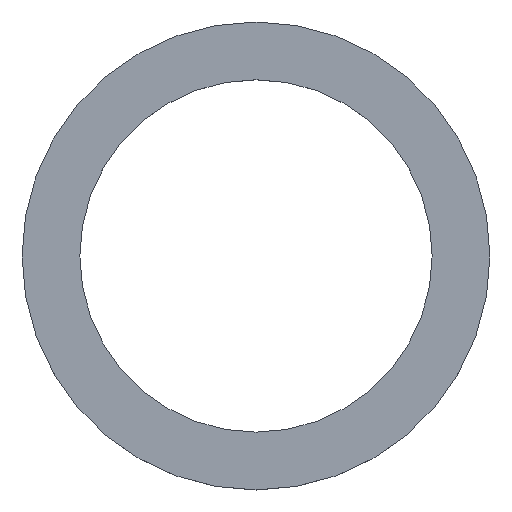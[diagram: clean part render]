
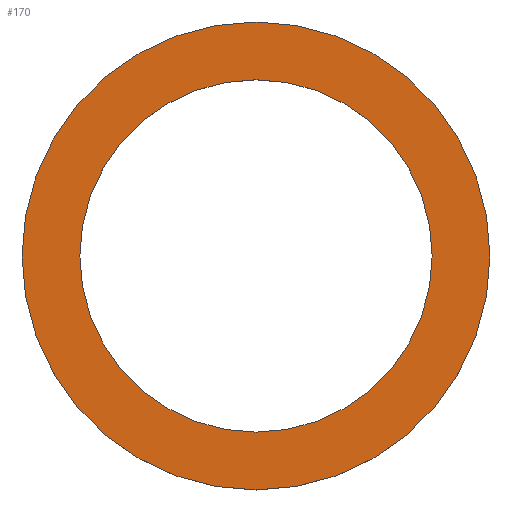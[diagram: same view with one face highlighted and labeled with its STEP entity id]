
A CAD part, top view. The second image highlights one B-rep face of the part: STEP entity #170.
In plain terms, the highlighted face is planar.
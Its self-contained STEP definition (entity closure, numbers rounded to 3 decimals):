
#12 = VERTEX_POINT ( 'NONE', #320 ) ;
#36 = CARTESIAN_POINT ( 'NONE',  ( 0., 50., 0. ) ) ;
#37 = CARTESIAN_POINT ( 'NONE',  ( 0., 50., -425. ) ) ;
#50 = EDGE_CURVE ( 'NONE', #206, #145, #362, .T. ) ;
#70 = DIRECTION ( 'NONE',  ( 0., 0., 1. ) ) ;
#79 = ORIENTED_EDGE ( 'NONE', *, *, #243, .F. ) ;
#85 = AXIS2_PLACEMENT_3D ( 'NONE', #210, #347, #174 ) ;
#91 = FACE_BOUND ( 'NONE', #185, .T. ) ;
#114 = AXIS2_PLACEMENT_3D ( 'NONE', #147, #251, #256 ) ;
#117 = DIRECTION ( 'NONE',  ( 0., 0., 1. ) ) ;
#123 = PLANE ( 'NONE',  #114 ) ;
#124 = EDGE_LOOP ( 'NONE', ( #346, #262 ) ) ;
#126 = EDGE_CURVE ( 'NONE', #153, #12, #246, .T. ) ;
#145 = VERTEX_POINT ( 'NONE', #37 ) ;
#147 = CARTESIAN_POINT ( 'NONE',  ( 0., 50., 0. ) ) ;
#150 = CARTESIAN_POINT ( 'NONE',  ( 0., 50., 425. ) ) ;
#153 = VERTEX_POINT ( 'NONE', #340 ) ;
#170 = ADVANCED_FACE ( 'NONE', ( #292, #91 ), #123, .T. ) ;
#173 = DIRECTION ( 'NONE',  ( 0., 0., 1. ) ) ;
#174 = DIRECTION ( 'NONE',  ( 0., 0., 1. ) ) ;
#179 = DIRECTION ( 'NONE',  ( 0., 1., 0. ) ) ;
#185 = EDGE_LOOP ( 'NONE', ( #79, #238 ) ) ;
#206 = VERTEX_POINT ( 'NONE', #150 ) ;
#209 = AXIS2_PLACEMENT_3D ( 'NONE', #285, #179, #117 ) ;
#210 = CARTESIAN_POINT ( 'NONE',  ( 0., 50., 0. ) ) ;
#218 = CARTESIAN_POINT ( 'NONE',  ( 0., 50., 0. ) ) ;
#234 = DIRECTION ( 'NONE',  ( 0., 1., 0. ) ) ;
#238 = ORIENTED_EDGE ( 'NONE', *, *, #126, .F. ) ;
#243 = EDGE_CURVE ( 'NONE', #12, #153, #317, .T. ) ;
#246 = CIRCLE ( 'NONE', #264, 320. ) ;
#251 = DIRECTION ( 'NONE',  ( 0., 1., 0. ) ) ;
#253 = AXIS2_PLACEMENT_3D ( 'NONE', #218, #322, #70 ) ;
#256 = DIRECTION ( 'NONE',  ( 0., 0., 1. ) ) ;
#262 = ORIENTED_EDGE ( 'NONE', *, *, #50, .T. ) ;
#264 = AXIS2_PLACEMENT_3D ( 'NONE', #36, #234, #173 ) ;
#267 = EDGE_CURVE ( 'NONE', #145, #206, #310, .T. ) ;
#285 = CARTESIAN_POINT ( 'NONE',  ( 0., 50., 0. ) ) ;
#292 = FACE_OUTER_BOUND ( 'NONE', #124, .T. ) ;
#310 = CIRCLE ( 'NONE', #209, 425. ) ;
#317 = CIRCLE ( 'NONE', #85, 320. ) ;
#320 = CARTESIAN_POINT ( 'NONE',  ( 0., 50., -320. ) ) ;
#322 = DIRECTION ( 'NONE',  ( 0., 1., 0. ) ) ;
#340 = CARTESIAN_POINT ( 'NONE',  ( 0., 50., 320. ) ) ;
#346 = ORIENTED_EDGE ( 'NONE', *, *, #267, .T. ) ;
#347 = DIRECTION ( 'NONE',  ( 0., 1., 0. ) ) ;
#362 = CIRCLE ( 'NONE', #253, 425. ) ;
